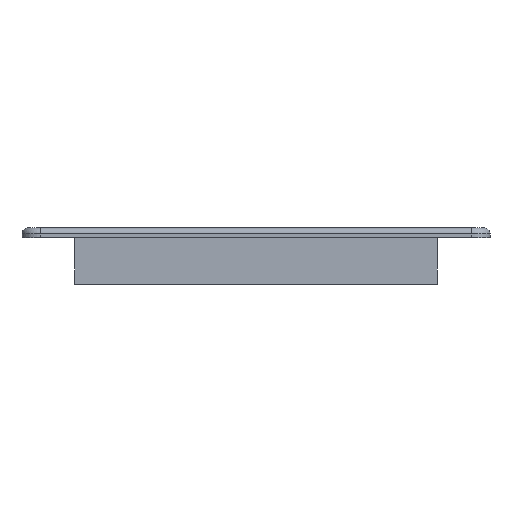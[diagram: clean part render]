
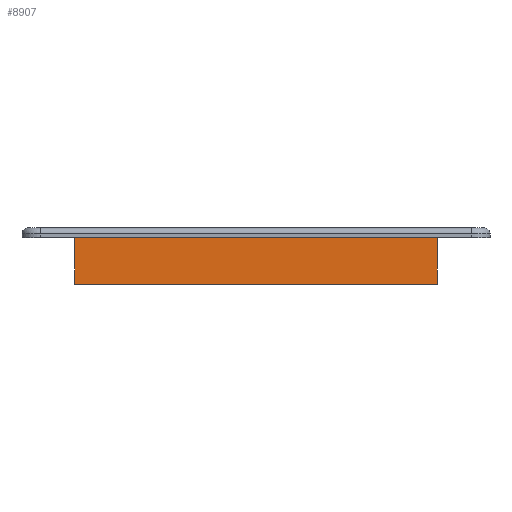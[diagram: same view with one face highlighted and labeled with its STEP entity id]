
A CAD part, left-side view. The second image highlights one B-rep face of the part: STEP entity #8907.
In plain terms, the highlighted planar face has unit normal (-1, 0, 0).
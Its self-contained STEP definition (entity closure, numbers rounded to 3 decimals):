
#239 = DIRECTION ( 'NONE',  ( 0., 0., 1. ) ) ;
#447 = DIRECTION ( 'NONE',  ( 0., 0., -1. ) ) ;
#796 = EDGE_CURVE ( 'NONE', #2442, #3507, #4149, .T. ) ;
#976 = ORIENTED_EDGE ( 'NONE', *, *, #8546, .T. ) ;
#1059 = LINE ( 'NONE', #2192, #8997 ) ;
#1271 = CARTESIAN_POINT ( 'NONE',  ( -91., -74., -21. ) ) ;
#1275 = EDGE_LOOP ( 'NONE', ( #9709, #976, #2506, #1583 ) ) ;
#1583 = ORIENTED_EDGE ( 'NONE', *, *, #9977, .F. ) ;
#1624 = CARTESIAN_POINT ( 'NONE',  ( -91., 74., -21. ) ) ;
#2097 = DIRECTION ( 'NONE',  ( 0., 0., -1. ) ) ;
#2192 = CARTESIAN_POINT ( 'NONE',  ( -91., 93., -2. ) ) ;
#2257 = EDGE_CURVE ( 'NONE', #4303, #6434, #3656, .T. ) ;
#2442 = VERTEX_POINT ( 'NONE', #9579 ) ;
#2506 = ORIENTED_EDGE ( 'NONE', *, *, #2257, .F. ) ;
#2753 = PLANE ( 'NONE',  #9500 ) ;
#3507 = VERTEX_POINT ( 'NONE', #3732 ) ;
#3656 = LINE ( 'NONE', #4097, #7514 ) ;
#3722 = DIRECTION ( 'NONE',  ( 0., 1., 0. ) ) ;
#3732 = CARTESIAN_POINT ( 'NONE',  ( -91., -74., -21. ) ) ;
#4097 = CARTESIAN_POINT ( 'NONE',  ( -91., 74., -21. ) ) ;
#4149 = LINE ( 'NONE', #1271, #4397 ) ;
#4303 = VERTEX_POINT ( 'NONE', #1624 ) ;
#4397 = VECTOR ( 'NONE', #2097, 1000. ) ;
#5063 = DIRECTION ( 'NONE',  ( 1., 0., 0. ) ) ;
#5845 = CARTESIAN_POINT ( 'NONE',  ( -91., 62.86, -21. ) ) ;
#5883 = FACE_OUTER_BOUND ( 'NONE', #1275, .T. ) ;
#6434 = VERTEX_POINT ( 'NONE', #6674 ) ;
#6674 = CARTESIAN_POINT ( 'NONE',  ( -91., 74., -2. ) ) ;
#7514 = VECTOR ( 'NONE', #239, 1000. ) ;
#7867 = LINE ( 'NONE', #5845, #8101 ) ;
#8101 = VECTOR ( 'NONE', #8161, 1000. ) ;
#8161 = DIRECTION ( 'NONE',  ( 0., 1., 0. ) ) ;
#8546 = EDGE_CURVE ( 'NONE', #2442, #6434, #1059, .T. ) ;
#8907 = ADVANCED_FACE ( 'NONE', ( #5883 ), #2753, .F. ) ;
#8997 = VECTOR ( 'NONE', #3722, 1000. ) ;
#9500 = AXIS2_PLACEMENT_3D ( 'NONE', #9638, #5063, #447 ) ;
#9579 = CARTESIAN_POINT ( 'NONE',  ( -91., -74., -2. ) ) ;
#9638 = CARTESIAN_POINT ( 'NONE',  ( -91., 0., 0. ) ) ;
#9709 = ORIENTED_EDGE ( 'NONE', *, *, #796, .F. ) ;
#9977 = EDGE_CURVE ( 'NONE', #3507, #4303, #7867, .T. ) ;
